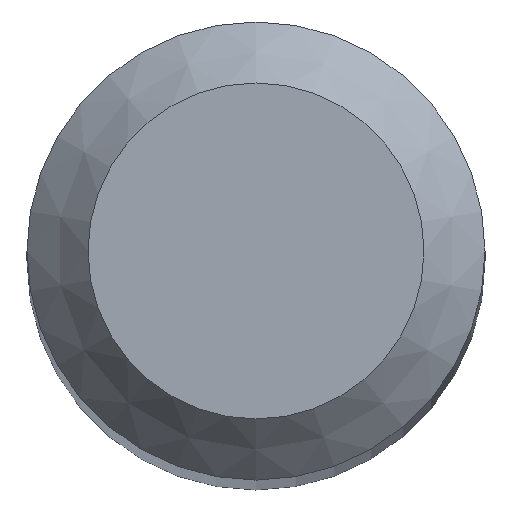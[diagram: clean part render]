
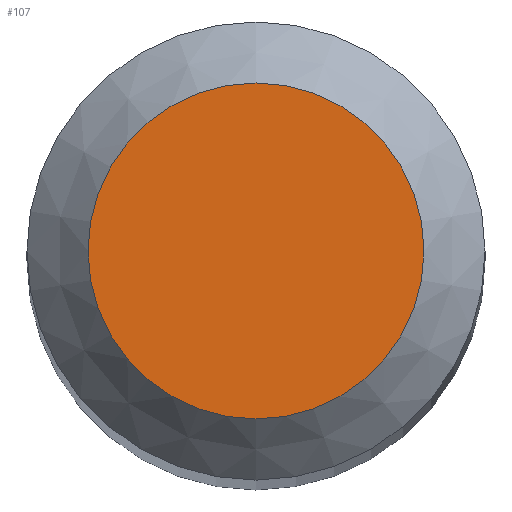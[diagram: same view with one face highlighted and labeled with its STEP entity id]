
A CAD part, top view. The second image highlights one B-rep face of the part: STEP entity #107.
In plain terms, the highlighted planar face has unit normal (0, 0, 1).
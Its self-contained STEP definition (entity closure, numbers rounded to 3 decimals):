
#34 = DIRECTION ( 'NONE',  ( 0., 0., -1. ) ) ;
#53 = AXIS2_PLACEMENT_3D ( 'NONE', #179, #34, #148 ) ;
#56 = DIRECTION ( 'NONE',  ( 0., 0., -1. ) ) ;
#78 = AXIS2_PLACEMENT_3D ( 'NONE', #215, #56, #104 ) ;
#104 = DIRECTION ( 'NONE',  ( 0., 1., 0. ) ) ;
#105 = VERTEX_POINT ( 'NONE', #165 ) ;
#107 = ADVANCED_FACE ( 'NONE', ( #196 ), #161, .F. ) ;
#114 = EDGE_LOOP ( 'NONE', ( #175 ) ) ;
#119 = EDGE_CURVE ( 'NONE', #105, #105, #195, .T. ) ;
#148 = DIRECTION ( 'NONE',  ( 0., 1., 0. ) ) ;
#161 = PLANE ( 'NONE',  #78 ) ;
#165 = CARTESIAN_POINT ( 'NONE',  ( 0., 0.55, 30. ) ) ;
#175 = ORIENTED_EDGE ( 'NONE', *, *, #119, .F. ) ;
#179 = CARTESIAN_POINT ( 'NONE',  ( 0., 0., 30. ) ) ;
#195 = CIRCLE ( 'NONE', #53, 0.55 ) ;
#196 = FACE_OUTER_BOUND ( 'NONE', #114, .T. ) ;
#215 = CARTESIAN_POINT ( 'NONE',  ( 0., 0., 30. ) ) ;
